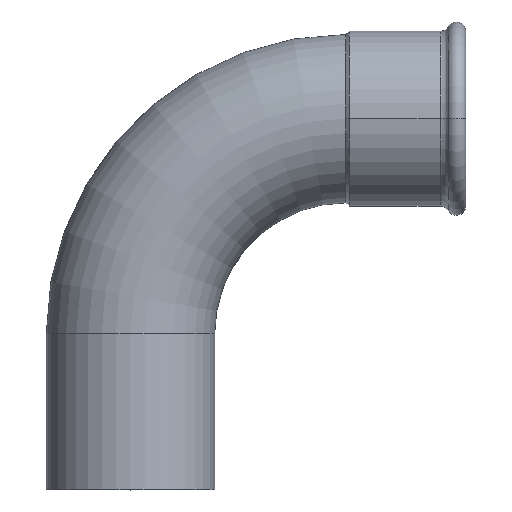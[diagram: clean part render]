
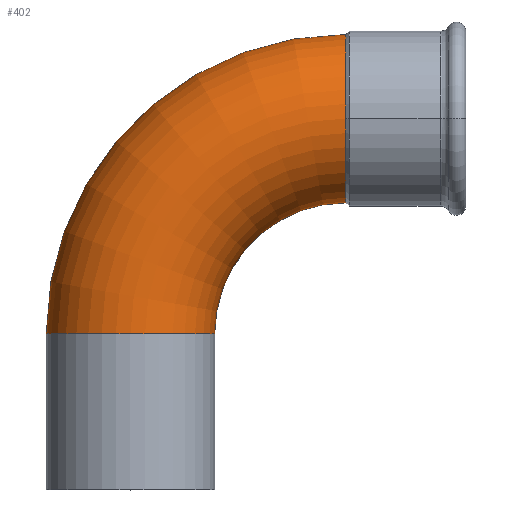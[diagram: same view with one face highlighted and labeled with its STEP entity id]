
A CAD part, top view. The second image highlights one B-rep face of the part: STEP entity #402.
In plain terms, the highlighted toroidal (fillet/blend) face has major radius 138 mm and minor radius 54 mm.
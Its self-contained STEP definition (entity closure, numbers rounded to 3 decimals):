
#1 = EDGE_CURVE ( 'NONE', #581, #553, #244, .T. ) ;
#12 = AXIS2_PLACEMENT_3D ( 'NONE', #555, #573, #141 ) ;
#31 = CARTESIAN_POINT ( 'NONE',  ( 138., 0., 0. ) ) ;
#60 = AXIS2_PLACEMENT_3D ( 'NONE', #31, #331, #457 ) ;
#62 = DIRECTION ( 'NONE',  ( 1., 0., 0. ) ) ;
#76 = DIRECTION ( 'NONE',  ( 1., 0., 0. ) ) ;
#140 = DIRECTION ( 'NONE',  ( 0., 1., 0. ) ) ;
#141 = DIRECTION ( 'NONE',  ( 0., 1., 0. ) ) ;
#152 = DIRECTION ( 'NONE',  ( 0., 0., 1. ) ) ;
#154 = CARTESIAN_POINT ( 'NONE',  ( 138., 192., 0. ) ) ;
#160 = AXIS2_PLACEMENT_3D ( 'NONE', #593, #140, #531 ) ;
#172 = EDGE_CURVE ( 'NONE', #494, #781, #529, .T. ) ;
#175 = AXIS2_PLACEMENT_3D ( 'NONE', #190, #62, #820 ) ;
#190 = CARTESIAN_POINT ( 'NONE',  ( 138., 138., 0. ) ) ;
#228 = ORIENTED_EDGE ( 'NONE', *, *, #776, .F. ) ;
#241 = EDGE_LOOP ( 'NONE', ( #563, #503, #299, #228, #257 ) ) ;
#244 = CIRCLE ( 'NONE', #160, 54. ) ;
#257 = ORIENTED_EDGE ( 'NONE', *, *, #172, .F. ) ;
#263 = DIRECTION ( 'NONE',  ( 0., 0., 1. ) ) ;
#299 = ORIENTED_EDGE ( 'NONE', *, *, #1, .T. ) ;
#310 = CARTESIAN_POINT ( 'NONE',  ( 138., 84., 0. ) ) ;
#326 = EDGE_CURVE ( 'NONE', #810, #581, #596, .T. ) ;
#331 = DIRECTION ( 'NONE',  ( 0., 0., 1. ) ) ;
#388 = TOROIDAL_SURFACE ( 'NONE', #60, 138., 54. ) ;
#394 = CARTESIAN_POINT ( 'NONE',  ( 138., 0., 0. ) ) ;
#402 = ADVANCED_FACE ( 'NONE', ( #585 ), #388, .T. ) ;
#426 = CARTESIAN_POINT ( 'NONE',  ( -54., 0., 0. ) ) ;
#432 = DIRECTION ( 'NONE',  ( 1., 0., 0. ) ) ;
#457 = DIRECTION ( 'NONE',  ( 1., 0., 0. ) ) ;
#489 = AXIS2_PLACEMENT_3D ( 'NONE', #650, #152, #76 ) ;
#494 = VERTEX_POINT ( 'NONE', #665 ) ;
#503 = ORIENTED_EDGE ( 'NONE', *, *, #326, .T. ) ;
#506 = AXIS2_PLACEMENT_3D ( 'NONE', #394, #263, #432 ) ;
#529 = CIRCLE ( 'NONE', #175, 54. ) ;
#531 = DIRECTION ( 'NONE',  ( -1., 0., 0. ) ) ;
#553 = VERTEX_POINT ( 'NONE', #734 ) ;
#555 = CARTESIAN_POINT ( 'NONE',  ( 138., 138., 0. ) ) ;
#563 = ORIENTED_EDGE ( 'NONE', *, *, #761, .F. ) ;
#573 = DIRECTION ( 'NONE',  ( 1., 0., 0. ) ) ;
#581 = VERTEX_POINT ( 'NONE', #426 ) ;
#585 = FACE_OUTER_BOUND ( 'NONE', #241, .T. ) ;
#593 = CARTESIAN_POINT ( 'NONE',  ( 0., 0., 0. ) ) ;
#594 = CIRCLE ( 'NONE', #12, 54. ) ;
#596 = CIRCLE ( 'NONE', #489, 192. ) ;
#616 = CIRCLE ( 'NONE', #506, 84. ) ;
#650 = CARTESIAN_POINT ( 'NONE',  ( 138., 0., 0. ) ) ;
#665 = CARTESIAN_POINT ( 'NONE',  ( 138., 138., 54. ) ) ;
#734 = CARTESIAN_POINT ( 'NONE',  ( 54., 0., 0. ) ) ;
#761 = EDGE_CURVE ( 'NONE', #810, #494, #594, .T. ) ;
#776 = EDGE_CURVE ( 'NONE', #781, #553, #616, .T. ) ;
#781 = VERTEX_POINT ( 'NONE', #310 ) ;
#810 = VERTEX_POINT ( 'NONE', #154 ) ;
#820 = DIRECTION ( 'NONE',  ( 0., 1., 0. ) ) ;
